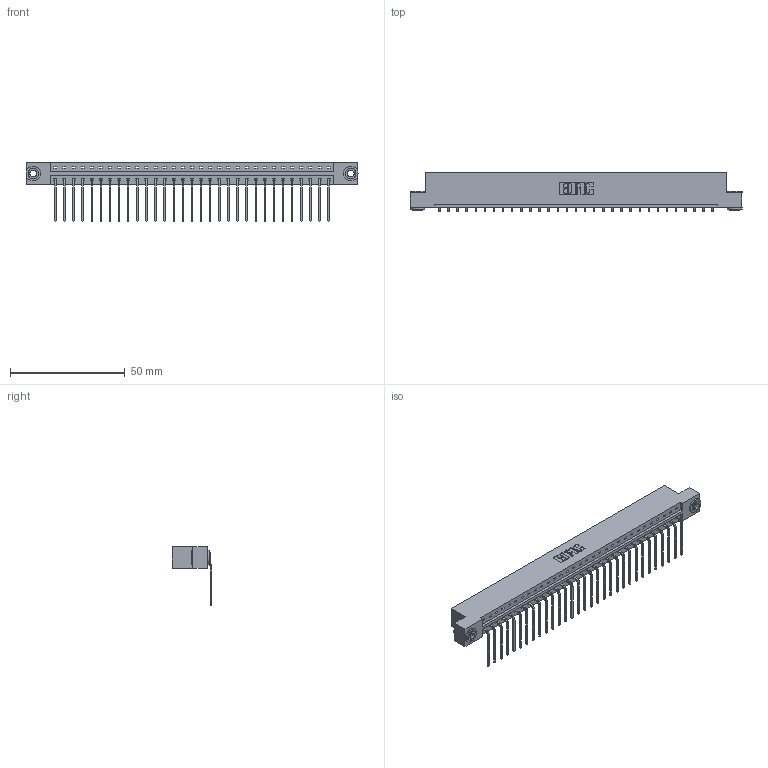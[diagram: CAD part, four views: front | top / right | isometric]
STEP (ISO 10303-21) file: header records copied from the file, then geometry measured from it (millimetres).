
FILE_DESCRIPTION (( 'STEP AP203' ), '1' );
FILE_NAME ('333-031-559-103.STEP', '2018-08-02T19:34:01', ( '' ), ( '' ), 'SwSTEP 2.0', 'SolidWorks 2016', '' );
FILE_SCHEMA (( 'CONFIG_CONTROL_DESIGN' ));
Length unit declared in the file: inch
Products named in the file (4): 333-031-559-103; 345-250-002_345-250-002-102; 333 Part_Flush - .156 Dia - TH; 345-292-001_558 559 Tail - 1
Assembly tree (34 placements, depth 2):
  333-031-559-103
    333 Part_Flush - .156 Dia - TH
    345-292-001_558 559 Tail - 1  x31
    345-250-002_345-250-002-102  x2
Bounding box: 144.37 x 17.09 x 25.53 mm (x, y, z)
Volume: 14556.1 mm3; surface area: 16538.4 mm2
Topology: 34 solids, 34 shells, 2012 faces, 6029 edges, 3974 vertices
Faces by surface type: plane 1444, cylinder 560, cone 8
Entity records: 21108 total; most frequent: CARTESIAN_POINT 3622, ORIENTED_EDGE 3582, DIRECTION 3111, EDGE_CURVE 1791, VECTOR 1639, LINE 1639, VERTEX_POINT 1190, AXIS2_PLACEMENT_3D 736
